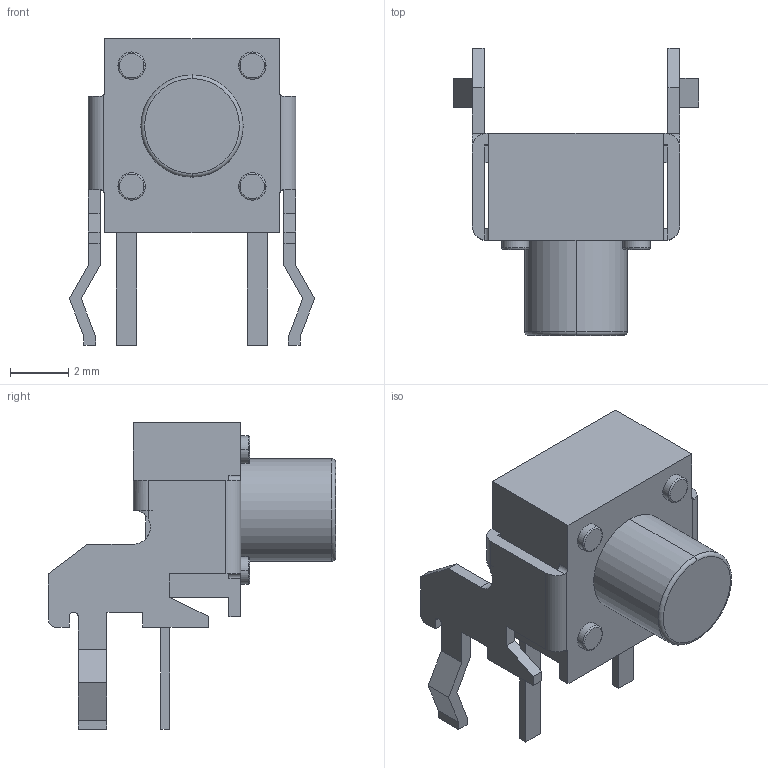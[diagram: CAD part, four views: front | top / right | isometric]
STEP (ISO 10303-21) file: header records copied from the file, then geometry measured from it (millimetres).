
FILE_DESCRIPTION(('FreeCAD Model'),'2;1');
FILE_NAME('Open CASCADE Shape Model','2021-11-20T23:03:22',( 'kicad StepUp'),('ksu MCAD'),'Open CASCADE STEP processor 7.5', 'FreeCAD','Unknown');
FILE_SCHEMA(('AUTOMOTIVE_DESIGN { 1 0 10303 214 1 1 1 1 }'));
Length unit declared in the file: millimetre
Products named in the file (1): C-1825027-8
Bounding box: 8.41 x 9.84 x 10.52 mm (x, y, z)
Volume: 184.2 mm3; surface area: 355.9 mm2
Topology: 1 solids, 1 shells, 119 faces, 324 edges, 209 vertices
Faces by surface type: plane 85, cylinder 24, torus 10
Full cylindrical faces by diameter (mm): 1.016 x1
Entity records: 3712 total; most frequent: CARTESIAN_POINT 680, ORIENTED_EDGE 636, DIRECTION 616, EDGE_CURVE 318, LINE 244, VECTOR 244, VERTEX_POINT 206, AXIS2_PLACEMENT_3D 186
